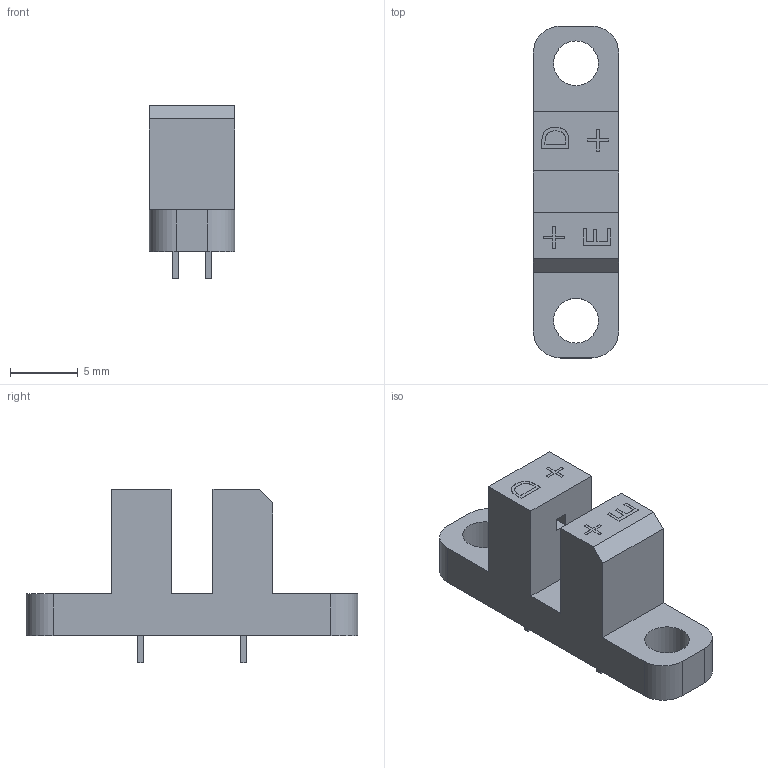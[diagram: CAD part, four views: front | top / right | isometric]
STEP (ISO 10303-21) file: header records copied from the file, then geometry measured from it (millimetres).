
FILE_DESCRIPTION(/* description */ (''),/* implementation_level */ '2;1');
FILE_NAME(/* name */ 'TCST2103.stp',/* time_stamp */ '2020-10-09T12:59:52-03:00',/* author */ ('laguerre'),/* organization */ (''),/* preprocessor_version */ 'ST-DEVELOPER v17',/* originating_system */ 'Autodesk Inventor 2018',/* authorisation */ '');
FILE_SCHEMA (('AUTOMOTIVE_DESIGN { 1 0 10303 214 3 1 1 }'));
Length unit declared in the file: millimetre
Products named in the file (1): TERM-BASE-TCST2103
Bounding box: 6.3 x 24.5 x 12.81 mm (x, y, z)
Volume: 834.8 mm3; surface area: 871.9 mm2
Topology: 1 solids, 1 shells, 106 faces, 281 edges, 188 vertices
Faces by surface type: plane 92, bspline 8, cylinder 6
Full cylindrical faces by diameter (mm): 3.3 x2
Entity records: 3392 total; most frequent: CARTESIAN_POINT 704, ORIENTED_EDGE 562, DIRECTION 477, EDGE_CURVE 281, LINE 251, VECTOR 251, VERTEX_POINT 188, EDGE_LOOP 121
